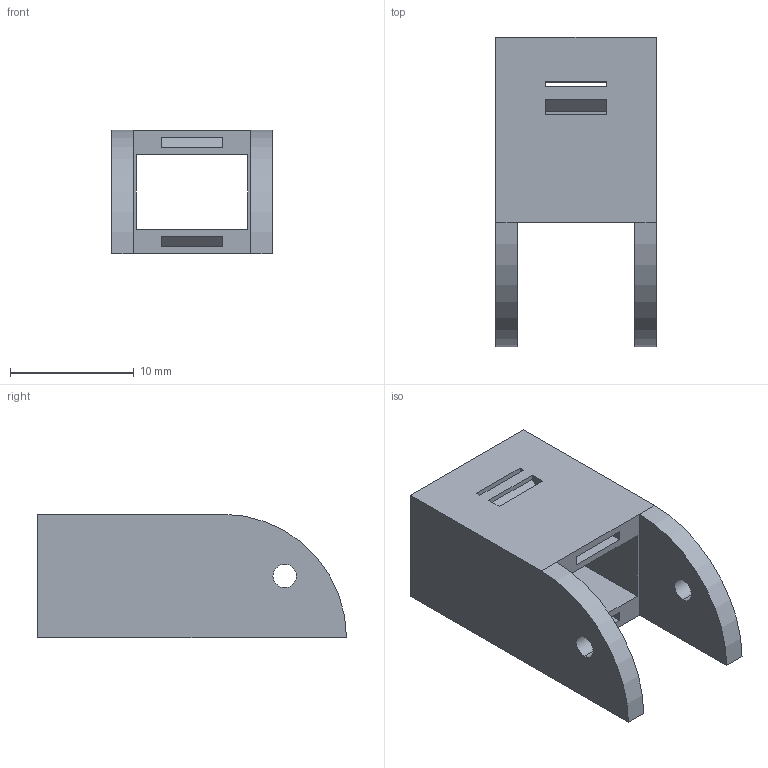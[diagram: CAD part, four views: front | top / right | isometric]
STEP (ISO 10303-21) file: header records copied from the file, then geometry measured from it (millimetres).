
FILE_DESCRIPTION (( 'STEP AP203' ), '1' );
FILE_NAME ('Finger1s.STEP', '2022-10-06T04:30:02', ( '' ), ( '' ), 'SwSTEP 2.0', 'SolidWorks 2021', '' );
FILE_SCHEMA (( 'CONFIG_CONTROL_DESIGN' ));
Length unit declared in the file: millimetre
Products named in the file (1): Finger1s
Bounding box: 13 x 25 x 10 mm (x, y, z)
Volume: 1313 mm3; surface area: 1918.1 mm2
Topology: 1 solids, 1 shells, 40 faces, 112 edges, 74 vertices
Faces by surface type: plane 34, cylinder 6
Entity records: 1377 total; most frequent: CARTESIAN_POINT 227, ORIENTED_EDGE 224, DIRECTION 206, EDGE_CURVE 112, VECTOR 100, LINE 100, VERTEX_POINT 74, EDGE_LOOP 54
